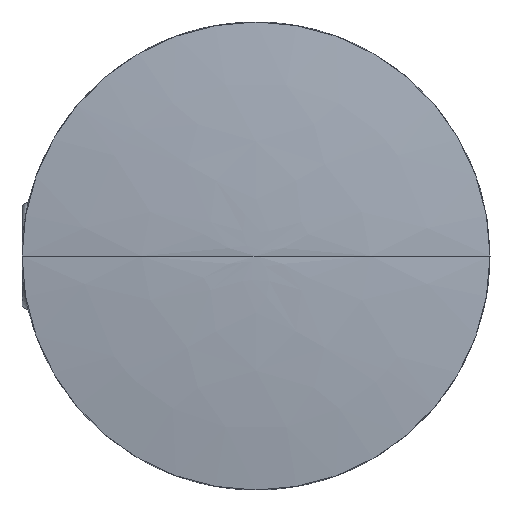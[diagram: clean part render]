
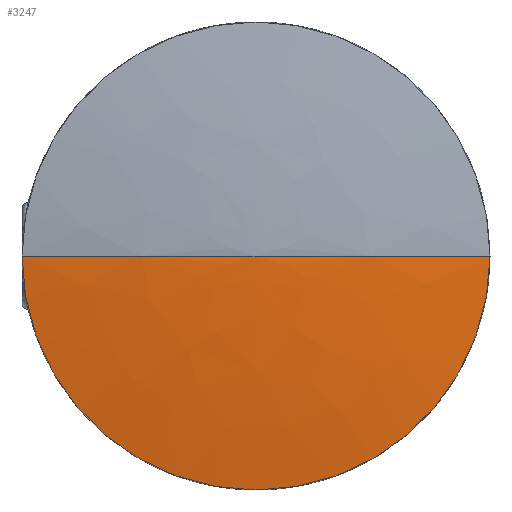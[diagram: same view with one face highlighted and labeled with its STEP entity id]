
A CAD part, left-side view. The second image highlights one B-rep face of the part: STEP entity #3247.
In plain terms, the highlighted free-form (B-spline) face has degree [2, 3] with [3, 4] control points.
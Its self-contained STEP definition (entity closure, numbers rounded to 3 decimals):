
#736 = CIRCLE ( 'NONE', #1727, 11. ) ;
#752 = CARTESIAN_POINT ( 'NONE',  ( -69.926, 11., 0. ) ) ;
#876 = CARTESIAN_POINT ( 'NONE',  ( -69.926, 11., -22. ) ) ;
#886 = DIRECTION ( 'NONE',  ( -1., 0., 0. ) ) ;
#1182 = VERTEX_POINT ( 'NONE', #2918 ) ;
#1360 = CARTESIAN_POINT ( 'NONE',  ( -70.753, 0., 0. ) ) ;
#1371 = DIRECTION ( 'NONE',  ( 0., 0., 1. ) ) ;
#1406 = VERTEX_POINT ( 'NONE', #6331 ) ;
#1478 =( BOUNDED_SURFACE ( )  B_SPLINE_SURFACE ( 2, 3, ( 
 ( #1909, #876, #2033, #6522 ),
 ( #3597, #5502, #3992, #3406 ),
 ( #1360, #1842, #5144, #2616 ) ),
 .UNSPECIFIED., .F., .F., .F. ) 
 B_SPLINE_SURFACE_WITH_KNOTS ( ( 3, 3 ),
 ( 4, 4 ),
 ( 0., 1. ),
 ( 0., 1. ),
 .UNSPECIFIED. ) 
 GEOMETRIC_REPRESENTATION_ITEM ( )  RATIONAL_B_SPLINE_SURFACE ( (
 ( 1., 0.333, 0.333, 1.),
 ( 1., 0.333, 0.333, 1.),
 ( 1., 0.333, 0.333, 1.) ) ) 
 REPRESENTATION_ITEM ( '' )  SURFACE ( )  );
#1679 = VERTEX_POINT ( 'NONE', #752 ) ;
#1727 = AXIS2_PLACEMENT_3D ( 'NONE', #6160, #886, #1371 ) ;
#1842 = CARTESIAN_POINT ( 'NONE',  ( -70.753, 0., 0. ) ) ;
#1909 = CARTESIAN_POINT ( 'NONE',  ( -69.926, 11., 0. ) ) ;
#2033 = CARTESIAN_POINT ( 'NONE',  ( -69.926, -11., -22. ) ) ;
#2175 = EDGE_LOOP ( 'NONE', ( #2369, #2800, #5500, #5568 ) ) ;
#2220 = CARTESIAN_POINT ( 'NONE',  ( -70.773, -5.274, 0. ) ) ;
#2369 = ORIENTED_EDGE ( 'NONE', *, *, #3870, .T. ) ;
#2601 = CIRCLE ( 'NONE', #4558, 11. ) ;
#2616 = CARTESIAN_POINT ( 'NONE',  ( -70.753, 0., 0. ) ) ;
#2772 = CARTESIAN_POINT ( 'NONE',  ( -70.753, 0., 0. ) ) ;
#2800 = ORIENTED_EDGE ( 'NONE', *, *, #6419, .T. ) ;
#2918 = CARTESIAN_POINT ( 'NONE',  ( -69.926, -11., 0. ) ) ;
#3058 = CARTESIAN_POINT ( 'NONE',  ( -70.773, 5.274, 0. ) ) ;
#3071 = B_SPLINE_CURVE_WITH_KNOTS ( 'NONE', 2,
 ( #5474, #2220, #2772 ),
 .UNSPECIFIED., .F., .F.,
 ( 3, 3 ),
 ( 0., 1. ),
 .UNSPECIFIED. ) ;
#3247 = ADVANCED_FACE ( 'NONE', ( #5469 ), #1478, .F. ) ;
#3346 = B_SPLINE_CURVE_WITH_KNOTS ( 'NONE', 2,
 ( #6202, #3058, #5138 ),
 .UNSPECIFIED., .F., .F.,
 ( 3, 3 ),
 ( 0., 1. ),
 .UNSPECIFIED. ) ;
#3406 = CARTESIAN_POINT ( 'NONE',  ( -70.773, -5.274, 0. ) ) ;
#3597 = CARTESIAN_POINT ( 'NONE',  ( -70.773, 5.274, 0. ) ) ;
#3870 = EDGE_CURVE ( 'NONE', #6472, #1182, #2601, .T. ) ;
#3992 = CARTESIAN_POINT ( 'NONE',  ( -70.773, -5.274, -10.547 ) ) ;
#4010 = DIRECTION ( 'NONE',  ( 0., 0., 1. ) ) ;
#4219 = EDGE_CURVE ( 'NONE', #1679, #6472, #736, .T. ) ;
#4558 = AXIS2_PLACEMENT_3D ( 'NONE', #6231, #5586, #4010 ) ;
#5138 = CARTESIAN_POINT ( 'NONE',  ( -70.753, 0., 0. ) ) ;
#5144 = CARTESIAN_POINT ( 'NONE',  ( -70.753, 0., 0. ) ) ;
#5437 = EDGE_CURVE ( 'NONE', #1679, #1406, #3346, .T. ) ;
#5469 = FACE_OUTER_BOUND ( 'NONE', #2175, .T. ) ;
#5474 = CARTESIAN_POINT ( 'NONE',  ( -69.926, -11., 0. ) ) ;
#5500 = ORIENTED_EDGE ( 'NONE', *, *, #5437, .F. ) ;
#5502 = CARTESIAN_POINT ( 'NONE',  ( -70.773, 5.274, -10.547 ) ) ;
#5568 = ORIENTED_EDGE ( 'NONE', *, *, #4219, .T. ) ;
#5586 = DIRECTION ( 'NONE',  ( -1., 0., 0. ) ) ;
#5877 = CARTESIAN_POINT ( 'NONE',  ( -69.926, 0., -11. ) ) ;
#6160 = CARTESIAN_POINT ( 'NONE',  ( -69.926, 0., 0. ) ) ;
#6202 = CARTESIAN_POINT ( 'NONE',  ( -69.926, 11., 0. ) ) ;
#6231 = CARTESIAN_POINT ( 'NONE',  ( -69.926, 0., 0. ) ) ;
#6331 = CARTESIAN_POINT ( 'NONE',  ( -70.753, 0., 0. ) ) ;
#6419 = EDGE_CURVE ( 'NONE', #1182, #1406, #3071, .T. ) ;
#6472 = VERTEX_POINT ( 'NONE', #5877 ) ;
#6522 = CARTESIAN_POINT ( 'NONE',  ( -69.926, -11., 0. ) ) ;
